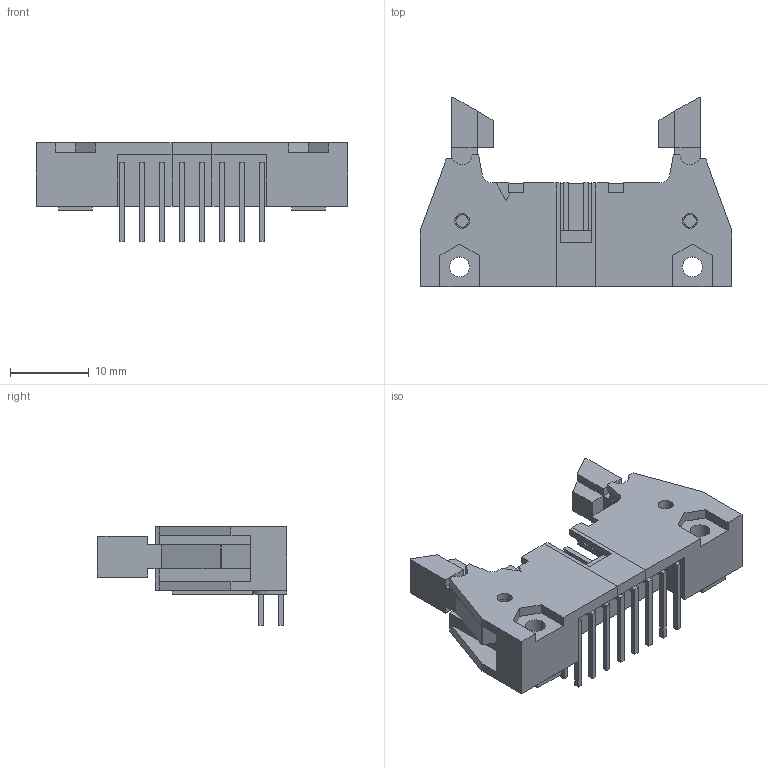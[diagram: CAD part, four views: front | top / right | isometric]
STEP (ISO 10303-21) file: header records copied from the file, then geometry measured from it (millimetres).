
FILE_DESCRIPTION((''),'2;1');
FILE_NAME('3M_3408-5202RB.stp','2008-12-17T16:55:30',(''),(''),'Mechanical Desktop 2006','Mechanical Desktop 2006',', , ');
FILE_SCHEMA(('AUTOMOTIVE_DESIGN { 1 2 10303 214 0 1 1 1 }'));
Length unit declared in the file: millimetre
Products named in the file (1): Product
Bounding box: 39.62 x 24.13 x 12.57 mm (x, y, z)
Volume: 2806.7 mm3; surface area: 4629.9 mm2
Topology: 25 solids, 25 shells, 350 faces, 881 edges, 582 vertices
Faces by surface type: plane 265, cylinder 46, bspline 39
Entity records: 10545 total; most frequent: CARTESIAN_POINT 2123, ORIENTED_EDGE 1762, DIRECTION 1597, EDGE_CURVE 881, VECTOR 741, LINE 741, VERTEX_POINT 582, AXIS2_PLACEMENT_3D 428
